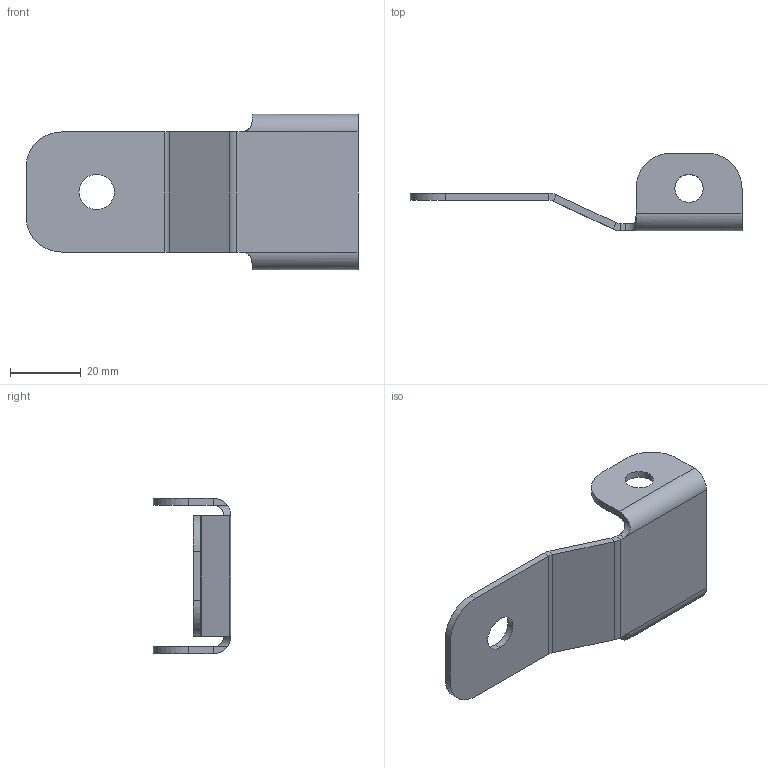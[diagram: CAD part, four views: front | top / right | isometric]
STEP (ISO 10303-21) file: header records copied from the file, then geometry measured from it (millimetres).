
FILE_DESCRIPTION (( 'STEP AP214' ), '1' );
FILE_NAME ('Winkelprofil.STEP', '2014-03-20T13:41:37', ( '' ), ( '' ), 'SwSTEP 2.0', 'SolidWorks 2012', '' );
FILE_SCHEMA (( 'AUTOMOTIVE_DESIGN' ));
Length unit declared in the file: millimetre
Products named in the file (1): Winkelprofil
Bounding box: 93.97 x 22 x 44 mm (x, y, z)
Volume: 8702.7 mm3; surface area: 9515.2 mm2
Topology: 1 solids, 1 shells, 54 faces, 122 edges, 70 vertices
Faces by surface type: plane 32, cylinder 22
Entity records: 1596 total; most frequent: CARTESIAN_POINT 331, DIRECTION 266, ORIENTED_EDGE 244, EDGE_CURVE 122, AXIS2_PLACEMENT_3D 93, VECTOR 80, LINE 80, VERTEX_POINT 70
